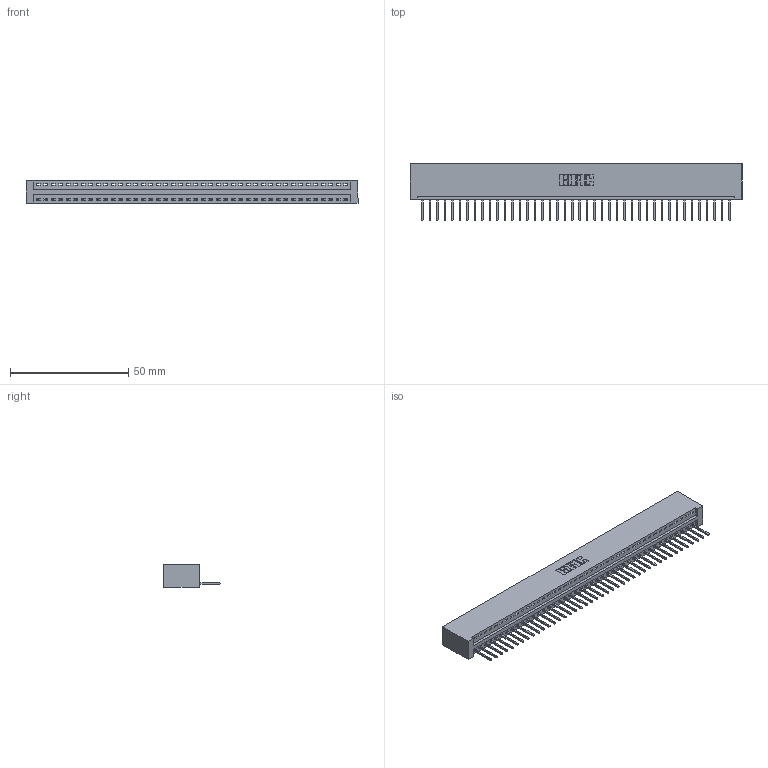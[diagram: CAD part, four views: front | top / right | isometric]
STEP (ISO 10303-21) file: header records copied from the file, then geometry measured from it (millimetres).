
FILE_DESCRIPTION (( 'STEP AP203' ), '1' );
FILE_NAME ('396-042-526-101.STEP', '2018-09-07T00:02:44', ( '' ), ( '' ), 'SwSTEP 2.0', 'SolidWorks 2016', '' );
FILE_SCHEMA (( 'CONFIG_CONTROL_DESIGN' ));
Length unit declared in the file: inch
Products named in the file (3): 396-042-526-101; 346 Part_No Mounting Lugs; 345-292-001_345-293-126
Assembly tree (43 placements, depth 2):
  396-042-526-101
    346 Part_No Mounting Lugs
    345-292-001_345-293-126  x42
Bounding box: 140.59 x 24.13 x 9.4 mm (x, y, z)
Volume: 13973.4 mm3; surface area: 17499.2 mm2
Topology: 43 solids, 43 shells, 2550 faces, 7697 edges, 5074 vertices
Faces by surface type: plane 1752, cylinder 798
Entity records: 25807 total; most frequent: CARTESIAN_POINT 4430, ORIENTED_EDGE 4406, DIRECTION 3903, EDGE_CURVE 2203, VECTOR 1911, LINE 1911, VERTEX_POINT 1466, AXIS2_PLACEMENT_3D 996
